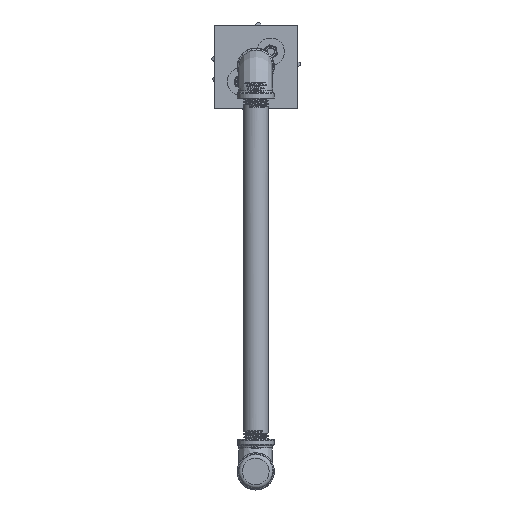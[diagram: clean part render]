
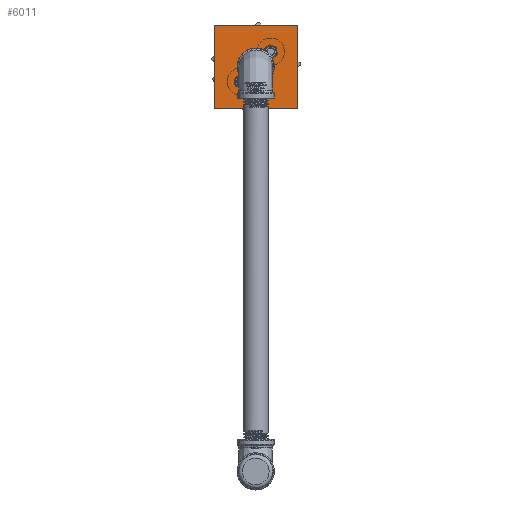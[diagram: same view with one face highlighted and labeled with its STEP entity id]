
A CAD part, left-side view. The second image highlights one B-rep face of the part: STEP entity #6011.
In plain terms, the highlighted face is planar.
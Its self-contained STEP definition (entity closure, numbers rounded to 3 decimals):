
#1424=CIRCLE('',#6944,3.);
#1426=CIRCLE('',#6948,3.);
#1702=LINE('',#17518,#1877);
#1706=LINE('',#17527,#1881);
#1709=LINE('',#17533,#1884);
#1712=LINE('',#17544,#1887);
#1877=VECTOR('',#8717,1000.);
#1881=VECTOR('',#8723,1000.);
#1884=VECTOR('',#8728,1000.);
#1887=VECTOR('',#8739,1000.);
#3228=ORIENTED_EDGE('',*,*,#3978,.F.);
#3229=ORIENTED_EDGE('',*,*,#3990,.F.);
#3230=ORIENTED_EDGE('',*,*,#3985,.F.);
#3231=ORIENTED_EDGE('',*,*,#3982,.F.);
#3232=ORIENTED_EDGE('',*,*,#3989,.T.);
#3233=ORIENTED_EDGE('',*,*,#3993,.T.);
#3978=EDGE_CURVE('',#4475,#4476,#1702,.T.);
#3982=EDGE_CURVE('',#4476,#4479,#1706,.T.);
#3985=EDGE_CURVE('',#4479,#4481,#1709,.T.);
#3989=EDGE_CURVE('',#4484,#4484,#1424,.T.);
#3990=EDGE_CURVE('',#4481,#4475,#1712,.T.);
#3993=EDGE_CURVE('',#4486,#4486,#1426,.T.);
#4475=VERTEX_POINT('',#17519);
#4476=VERTEX_POINT('',#17520);
#4479=VERTEX_POINT('',#17528);
#4481=VERTEX_POINT('',#17534);
#4484=VERTEX_POINT('',#17542);
#4486=VERTEX_POINT('',#17550);
#5140=EDGE_LOOP('',(#3228,#3229,#3230,#3231));
#5141=EDGE_LOOP('',(#3232));
#5142=EDGE_LOOP('',(#3233));
#5566=FACE_BOUND('',#5140,.T.);
#5567=FACE_BOUND('',#5141,.T.);
#5568=FACE_BOUND('',#5142,.T.);
#5701=PLANE('',#6950);
#6011=ADVANCED_FACE('',(#5566,#5567,#5568),#5701,.F.);
#6944=AXIS2_PLACEMENT_3D('',#17541,#8735,#8736);
#6948=AXIS2_PLACEMENT_3D('',#17549,#8745,#8746);
#6950=AXIS2_PLACEMENT_3D('',#17552,#8749,#8750);
#8717=DIRECTION('',(0.,-1.,0.));
#8723=DIRECTION('',(1.,0.,0.));
#8728=DIRECTION('',(0.,1.,0.));
#8735=DIRECTION('',(0.,0.,1.));
#8736=DIRECTION('',(1.,0.,0.));
#8739=DIRECTION('',(-1.,0.,0.));
#8745=DIRECTION('',(0.,0.,1.));
#8746=DIRECTION('',(1.,0.,0.));
#8749=DIRECTION('',(0.,0.,1.));
#8750=DIRECTION('',(1.,0.,0.));
#17518=CARTESIAN_POINT('',(0.,67.,0.));
#17519=CARTESIAN_POINT('',(0.,67.,0.));
#17520=CARTESIAN_POINT('',(0.,0.,0.));
#17527=CARTESIAN_POINT('',(0.,0.,0.));
#17528=CARTESIAN_POINT('',(67.,0.,0.));
#17533=CARTESIAN_POINT('',(67.,0.,0.));
#17534=CARTESIAN_POINT('',(67.,67.,0.));
#17541=CARTESIAN_POINT('',(21.479,21.479,0.));
#17542=CARTESIAN_POINT('',(24.479,21.479,0.));
#17544=CARTESIAN_POINT('',(67.,67.,0.));
#17549=CARTESIAN_POINT('',(45.521,45.521,0.));
#17550=CARTESIAN_POINT('',(48.521,45.521,0.));
#17552=CARTESIAN_POINT('',(21.479,21.479,0.));
